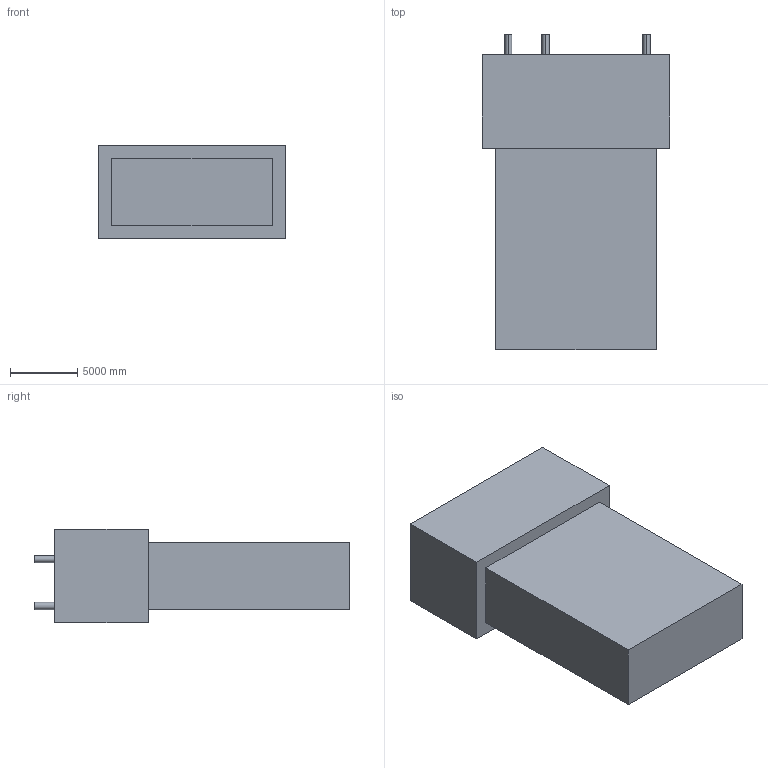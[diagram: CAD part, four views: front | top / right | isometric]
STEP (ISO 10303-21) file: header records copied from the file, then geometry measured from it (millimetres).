
FILE_DESCRIPTION (( 'STEP AP203' ), '1' );
FILE_NAME ('Turret_Default_sldprt.STEP', '2023-03-20T06:39:48', ( '' ), ( '' ), 'SwSTEP 2.0', 'SolidWorks 2019', '' );
FILE_SCHEMA (( 'CONFIG_CONTROL_DESIGN' ));
Length unit declared in the file: metre
Products named in the file (1): Turret_Default_sldprt
Bounding box: 14000 x 23500 x 7000 mm (x, y, z)
Volume: 1499460463895.4 mm3; surface area: 1061538405 mm2
Topology: 1 solids, 1 shells, 43 faces, 96 edges, 64 vertices
Faces by surface type: plane 35, cylinder 8
Entity records: 1263 total; most frequent: CARTESIAN_POINT 204, DIRECTION 200, ORIENTED_EDGE 192, EDGE_CURVE 96, LINE 80, VECTOR 80, VERTEX_POINT 64, AXIS2_PLACEMENT_3D 60
